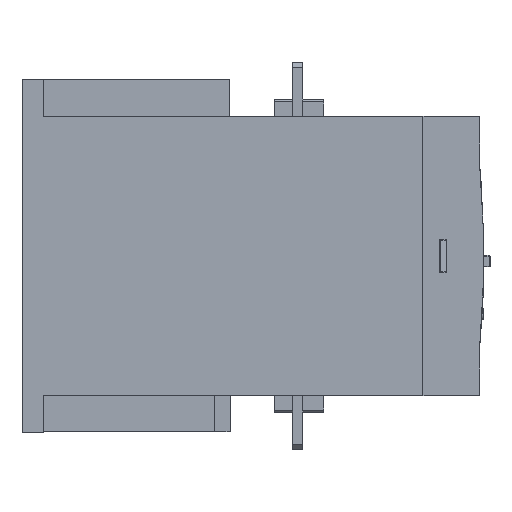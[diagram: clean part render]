
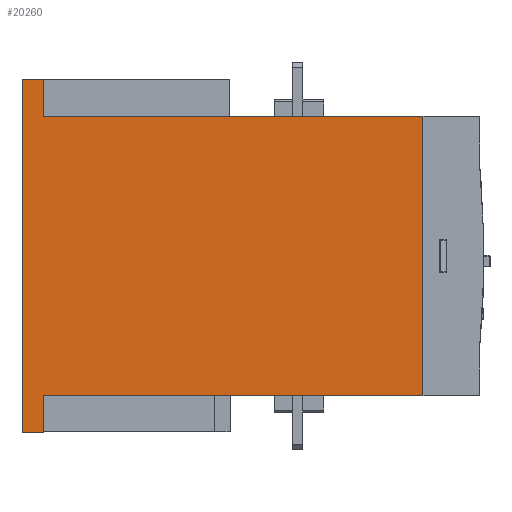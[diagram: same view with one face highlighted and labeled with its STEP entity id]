
A CAD part, left-side view. The second image highlights one B-rep face of the part: STEP entity #20260.
In plain terms, the highlighted planar face has unit normal (-1, 0, 0).
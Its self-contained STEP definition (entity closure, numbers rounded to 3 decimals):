
#8748=EDGE_CURVE('',#19396,#19098,#24412,.T.);
#9364=VERTEX_POINT('',#25076);
#9436=EDGE_CURVE('',#10296,#19396,#25157,.T.);
#10296=VERTEX_POINT('',#26111);
#14634=VERTEX_POINT('',#30839);
#14824=VERTEX_POINT('',#31043);
#16482=EDGE_CURVE('',#22464,#14634,#32887,.T.);
#18584=VERTEX_POINT('',#35203);
#18988=EDGE_CURVE('',#9364,#22464,#35646,.T.);
#19098=VERTEX_POINT('',#35765);
#19396=VERTEX_POINT('',#36094);
#19494=EDGE_CURVE('',#14634,#18584,#36203,.T.);
#20090=EDGE_CURVE('',#14824,#9364,#36874,.T.);
#20260=ADVANCED_FACE('',(#37059),#37060,.F.);
#21414=EDGE_CURVE('',#18584,#10296,#38337,.T.);
#22464=VERTEX_POINT('',#39512);
#22486=EDGE_CURVE('',#19098,#14824,#39535,.T.);
#24412=LINE('',#42022,#42023);
#25076=CARTESIAN_POINT('',(-80.0,0.0,-210.0));
#25157=LINE('',#43226,#43227);
#26111=CARTESIAN_POINT('',(-80.0,-238.2,-22.));
#30839=CARTESIAN_POINT('',(-80.0,-12.5,0.));
#31043=CARTESIAN_POINT('',(-80.0,-12.5,-210.0));
#32887=LINE('',#54758,#54759);
#35203=CARTESIAN_POINT('',(-80.0,-12.5,-22.));
#35646=LINE('',#59016,#59017);
#35765=CARTESIAN_POINT('',(-80.0,-12.5,-188.0));
#36094=CARTESIAN_POINT('',(-80.0,-238.2,-188.0));
#36203=LINE('',#59915,#59916);
#36874=LINE('',#60876,#60877);
#37059=FACE_OUTER_BOUND('',#61160,.T.);
#37060=PLANE('',#61161);
#38337=LINE('',#63046,#63047);
#39512=CARTESIAN_POINT('',(-80.0,0.0,0.));
#39535=LINE('',#64821,#64822);
#42022=CARTESIAN_POINT('',(-80.0,-238.2,-188.0));
#42023=VECTOR('',#67214,1.0);
#43226=CARTESIAN_POINT('',(-80.0,-238.2,-22.));
#43227=VECTOR('',#67953,1.0);
#54758=CARTESIAN_POINT('',(-80.0,0.0,0.));
#54759=VECTOR('',#76153,1.0);
#59016=CARTESIAN_POINT('',(-80.0,0.0,-210.0));
#59017=VECTOR('',#79252,1.0);
#59915=CARTESIAN_POINT('',(-80.0,-12.5,0.));
#59916=VECTOR('',#79868,1.0);
#60876=CARTESIAN_POINT('',(-80.0,-12.5,-210.0));
#60877=VECTOR('',#80690,1.0);
#61160=EDGE_LOOP('',(#81002,#81003,#81004,#81005,#81006,#81007,#81008,#81009));
#61161=AXIS2_PLACEMENT_3D('',#81010,#81011,#81012);
#63046=CARTESIAN_POINT('',(-80.0,-12.5,-22.));
#63047=VECTOR('',#82375,1.0);
#64821=CARTESIAN_POINT('',(-80.0,-12.5,-188.0));
#64822=VECTOR('',#83781,1.0);
#67214=DIRECTION('',(0.0,1.0,0.0));
#67953=DIRECTION('',(0.0,0.0,-1.0));
#76153=DIRECTION('',(0.0,-1.0,0.0));
#79252=DIRECTION('',(0.0,0.0,1.0));
#79868=DIRECTION('',(0.0,0.0,-1.0));
#80690=DIRECTION('',(0.0,1.0,0.0));
#81002=ORIENTED_EDGE('',*,*,#22486,.F.);
#81003=ORIENTED_EDGE('',*,*,#8748,.F.);
#81004=ORIENTED_EDGE('',*,*,#9436,.F.);
#81005=ORIENTED_EDGE('',*,*,#21414,.F.);
#81006=ORIENTED_EDGE('',*,*,#19494,.F.);
#81007=ORIENTED_EDGE('',*,*,#16482,.F.);
#81008=ORIENTED_EDGE('',*,*,#18988,.F.);
#81009=ORIENTED_EDGE('',*,*,#20090,.F.);
#81010=CARTESIAN_POINT('',(-80.0,-108.021,-105.));
#81011=DIRECTION('',(1.0,0.0,0.0));
#81012=DIRECTION('',(0.0,-1.0,0.0));
#82375=DIRECTION('',(0.0,-1.0,0.0));
#83781=DIRECTION('',(0.0,0.,-1.0));
